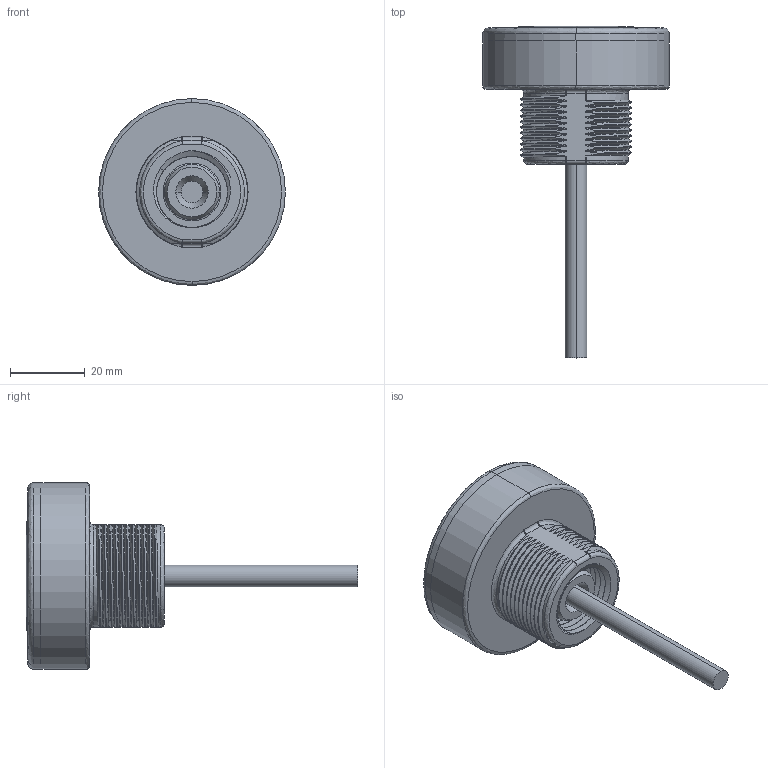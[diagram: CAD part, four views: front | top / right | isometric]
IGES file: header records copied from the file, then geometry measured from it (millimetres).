
Start section:  PTC IGES file: 219991.igs
Global section: file name: 219991.igs; native system: Creo Parametric by PTC Inc.; preprocessor: 2019292; author: jeshelman; organization: Unknown; date: 20201230.105546; units: millimetre
Bounding box: 50 x 88.9 x 50 mm (x, y, z)
Surface area: 11241.5 mm2 (no closed solid volume)
Topology: 0 solids, 0 shells, 155 faces, 820 edges, 818 vertices
Faces by surface type: revolution 78, bspline 77
